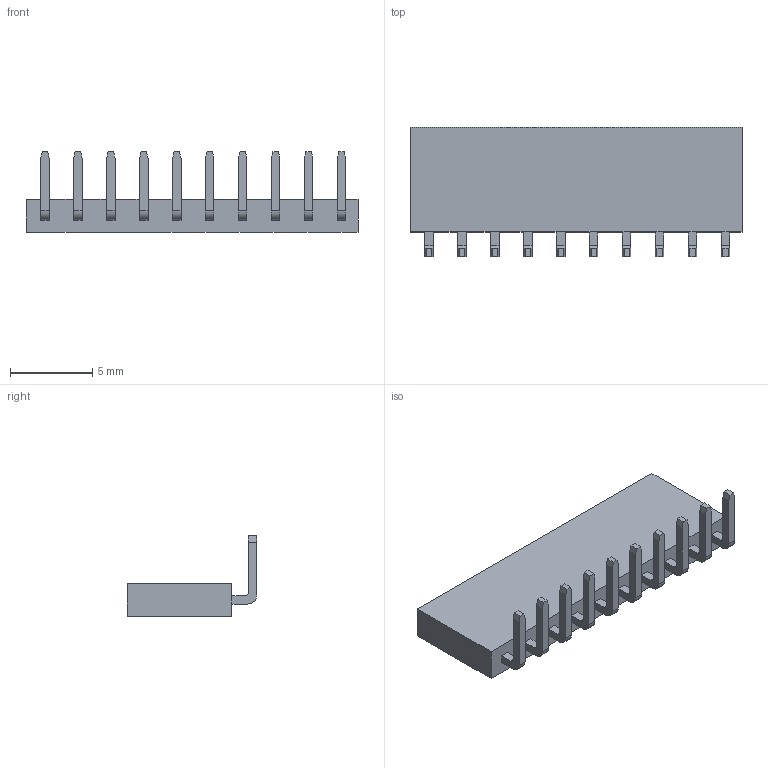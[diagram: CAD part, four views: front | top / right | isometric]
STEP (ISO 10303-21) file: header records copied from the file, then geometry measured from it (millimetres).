
FILE_DESCRIPTION( ('This file contains a STEP AP42 implementation' ,'as created by ZW3D STEP Interface translator.') ,'2;1' );
FILE_NAME( '2263-1XXRXXDYNX1.stp' ,'23 418.142423', (''), ('ZWCAD Software Co.'), 'Version 1.0', 'ZW3D to STEP translator', '' );
FILE_SCHEMA(('AUTOMOTIVE_DESIGN { 1 0 10303 214 1 1 1 1 }'));
Length unit declared in the file: millimetre
Products named in the file (2): 0; 2263-120RXXDYNT1
Bounding box: 20.15 x 7.85 x 4.9 mm (x, y, z)
Volume: 240.9 mm3; surface area: 882.7 mm2
Topology: 1 solids, 1 shells, 966 faces, 3084 edges, 2030 vertices
Faces by surface type: plane 706, cylinder 190, bspline 70
Entity records: 45071 total; most frequent: CARTESIAN_POINT 22236, ORIENTED_EDGE 6168, EDGE_CURVE 3084, B_SPLINE_CURVE_WITH_KNOTS 2729, DIRECTION 2229, VERTEX_POINT 2030, EDGE_LOOP 1036, AXIS2_PLACEMENT_3D 977
